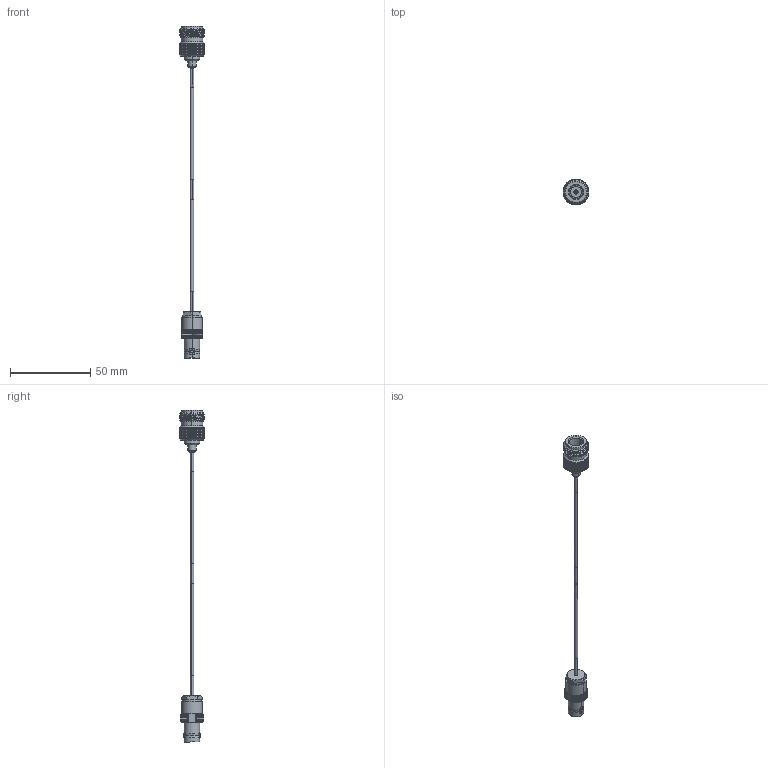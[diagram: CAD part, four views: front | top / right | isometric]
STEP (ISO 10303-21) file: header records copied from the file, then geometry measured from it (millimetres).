
FILE_DESCRIPTION (( 'STEP AP214' ), '1' );
FILE_NAME ('LCCA30573.step', '2020-06-22T21:27:05', ( '' ), ( '' ), 'SwSTEP 2.0', 'SolidWorks 2018', '' );
FILE_SCHEMA (( 'AUTOMOTIVE_DESIGN' ));
Length unit declared in the file: inch
Products named in the file (6): LCCN3041; LC085TB (085 FORMABLE); LCCA30573; 1AW01-002_.08 ID; LCCN3044_HS; LCCN3054
Assembly tree (6 placements, depth 2):
  LCCA30573
    LC085TB (085 FORMABLE)
    1AW01-002_.08 ID  x2
    LCCN3041
    LCCN3044_HS
    LCCN3054
Bounding box: 16 x 16 x 207.26 mm (x, y, z)
Volume: 6315.9 mm3; surface area: 5462.2 mm2
Topology: 7 solids, 7 shells, 2727 faces, 5820 edges, 3123 vertices
Faces by surface type: bspline 1805, cylinder 572, plane 194, cone 152, torus 4
Entity records: 100932 total; most frequent: CARTESIAN_POINT 62451, ORIENTED_EDGE 11616, EDGE_CURVE 5808, DIRECTION 3275, VERTEX_POINT 3115, EDGE_LOOP 2739, ADVANCED_FACE 2721, FACE_OUTER_BOUND 2721
